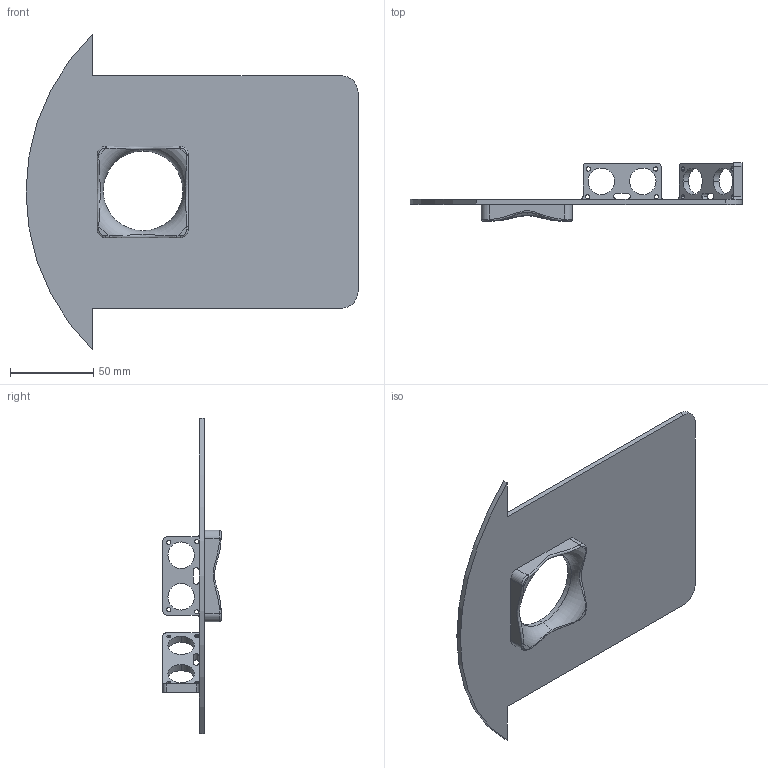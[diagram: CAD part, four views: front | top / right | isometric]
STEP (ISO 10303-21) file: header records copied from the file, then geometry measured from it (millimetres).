
FILE_DESCRIPTION (( 'STEP AP214' ), '1' );
FILE_NAME ('top.STEP', '2021-11-12T11:38:27', ( '' ), ( '' ), 'SwSTEP 2.0', 'SolidWorks 2020', '' );
FILE_SCHEMA (( 'AUTOMOTIVE_DESIGN' ));
Length unit declared in the file: millimetre
Products named in the file (1): top
Bounding box: 200 x 35 x 190 mm (x, y, z)
Volume: 94677.4 mm3; surface area: 63104.7 mm2
Topology: 1 solids, 1 shells, 119 faces, 331 edges, 214 vertices
Faces by surface type: cylinder 74, plane 35, torus 6, bspline 4
Entity records: 4555 total; most frequent: CARTESIAN_POINT 1279, DIRECTION 707, ORIENTED_EDGE 662, EDGE_CURVE 331, AXIS2_PLACEMENT_3D 272, VERTEX_POINT 214, EDGE_LOOP 163, VECTOR 163
